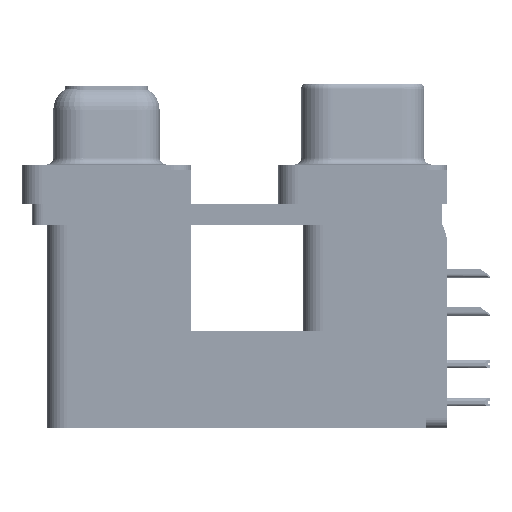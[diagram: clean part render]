
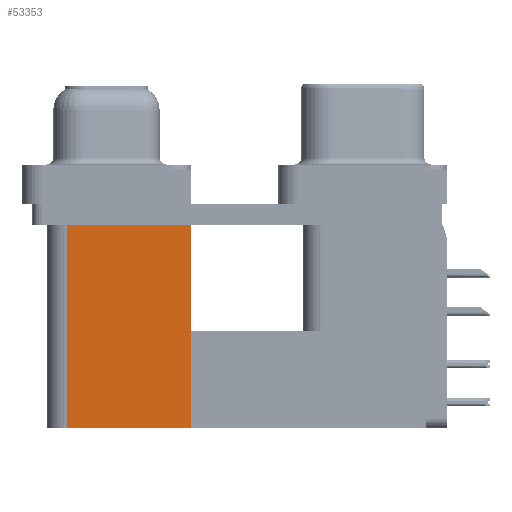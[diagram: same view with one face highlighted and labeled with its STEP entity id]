
A CAD part, left-side view. The second image highlights one B-rep face of the part: STEP entity #53353.
In plain terms, the highlighted planar face has unit normal (-1, 0, 0).
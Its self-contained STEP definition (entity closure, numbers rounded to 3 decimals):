
#306 = AXIS2_PLACEMENT_3D ( 'NONE', #27223, #58225, #13328 ) ;
#1405 = CARTESIAN_POINT ( 'NONE',  ( 3.79, 21.975, -19.2 ) ) ;
#4957 = ORIENTED_EDGE ( 'NONE', *, *, #27333, .F. ) ;
#7119 = VECTOR ( 'NONE', #31475, 1000. ) ;
#7142 = CARTESIAN_POINT ( 'NONE',  ( 3.79, 12.775, -19.2 ) ) ;
#7218 = DIRECTION ( 'NONE',  ( 0., 1., 0. ) ) ;
#7759 = LINE ( 'NONE', #18320, #62547 ) ;
#8374 = PLANE ( 'NONE',  #306 ) ;
#9831 = CARTESIAN_POINT ( 'NONE',  ( 3.79, 21.975, -19.2 ) ) ;
#13328 = DIRECTION ( 'NONE',  ( 0., 1., 0. ) ) ;
#15475 = DIRECTION ( 'NONE',  ( 0., 1., 0. ) ) ;
#15566 = VERTEX_POINT ( 'NONE', #7142 ) ;
#16218 = VECTOR ( 'NONE', #7218, 1000. ) ;
#18320 = CARTESIAN_POINT ( 'NONE',  ( 3.79, 12.775, -19.2 ) ) ;
#21437 = LINE ( 'NONE', #42257, #16218 ) ;
#22436 = VERTEX_POINT ( 'NONE', #57818 ) ;
#22894 = EDGE_CURVE ( 'NONE', #22436, #52305, #21437, .T. ) ;
#27223 = CARTESIAN_POINT ( 'NONE',  ( 3.79, 12.775, -19.2 ) ) ;
#27333 = EDGE_CURVE ( 'NONE', #57911, #52305, #37719, .T. ) ;
#28330 = ORIENTED_EDGE ( 'NONE', *, *, #65125, .T. ) ;
#29814 = ORIENTED_EDGE ( 'NONE', *, *, #22894, .T. ) ;
#30034 = CARTESIAN_POINT ( 'NONE',  ( 3.79, 12.775, -19.2 ) ) ;
#31475 = DIRECTION ( 'NONE',  ( 0., 0., 1. ) ) ;
#31895 = EDGE_CURVE ( 'NONE', #15566, #57911, #60675, .T. ) ;
#37719 = LINE ( 'NONE', #1405, #7119 ) ;
#37995 = VECTOR ( 'NONE', #15475, 1000. ) ;
#38121 = FACE_OUTER_BOUND ( 'NONE', #40693, .T. ) ;
#40693 = EDGE_LOOP ( 'NONE', ( #29814, #4957, #63004, #28330 ) ) ;
#42257 = CARTESIAN_POINT ( 'NONE',  ( 3.79, 12.775, -2.5 ) ) ;
#47656 = CARTESIAN_POINT ( 'NONE',  ( 3.79, 21.975, -2.5 ) ) ;
#52305 = VERTEX_POINT ( 'NONE', #47656 ) ;
#53353 = ADVANCED_FACE ( 'NONE', ( #38121 ), #8374, .F. ) ;
#57818 = CARTESIAN_POINT ( 'NONE',  ( 3.79, 12.775, -2.5 ) ) ;
#57911 = VERTEX_POINT ( 'NONE', #9831 ) ;
#57949 = DIRECTION ( 'NONE',  ( 0., 0., 1. ) ) ;
#58225 = DIRECTION ( 'NONE',  ( 1., 0., 0. ) ) ;
#60675 = LINE ( 'NONE', #30034, #37995 ) ;
#62547 = VECTOR ( 'NONE', #57949, 1000. ) ;
#63004 = ORIENTED_EDGE ( 'NONE', *, *, #31895, .F. ) ;
#65125 = EDGE_CURVE ( 'NONE', #15566, #22436, #7759, .T. ) ;
